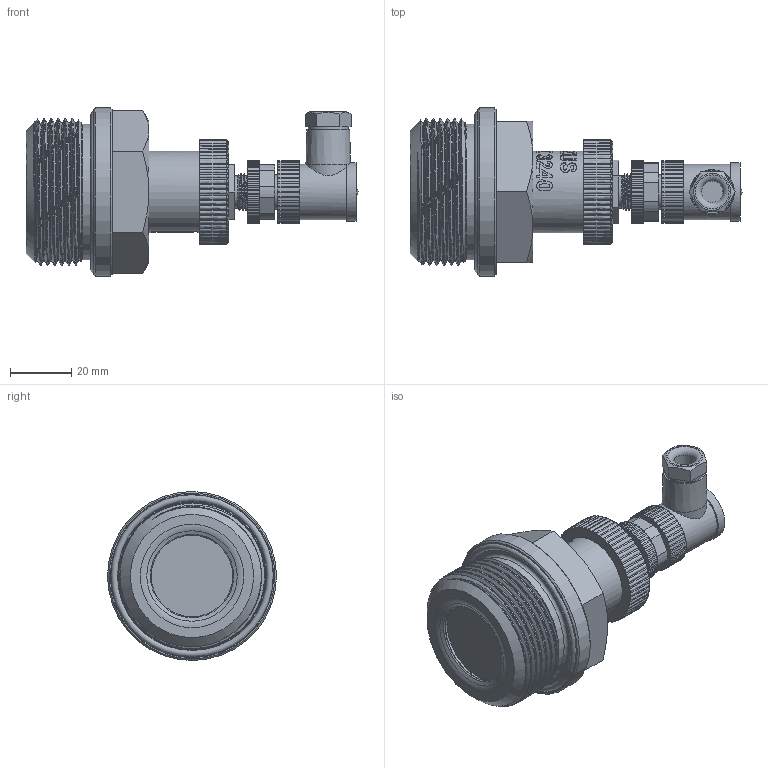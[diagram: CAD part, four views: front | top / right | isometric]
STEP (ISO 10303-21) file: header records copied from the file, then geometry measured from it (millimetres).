
FILE_DESCRIPTION(/* description */ (''),/* implementation_level */ '2;1');
FILE_NAME(/* name */ 'APZ3240_G1-1''2DIN-PVC_M12x1-angular.step',/* time_stamp */ '2021-06-24T16:46:19+03:00',/* author */ (''),/* organization */ (''),/* preprocessor_version */ 'ST-DEVELOPER v18.1',/* originating_system */ 'Autodesk Translation Framework v10.9.0.1377',/* authorisation */ '');
FILE_SCHEMA (('AUTOMOTIVE_DESIGN { 1 0 10303 214 3 1 1 }'));
Products named in the file (7): апз 3240 заполненый; OMAL nut M27x1.5 v8; M12x1 male v16; M12x1 female angular v10; Ш100.000.002 v4; G1-1'2 DIN PVC; Shell
Assembly tree (5 placements, depth 2):
  апз 3240 заполненый
    OMAL nut M27x1.5 v8
    M12x1 male v16
    M12x1 female angular v10
    Ш100.000.002 v4
    Shell
  G1-1'2 DIN PVC
Bounding box: 108.06 x 55 x 55 mm (x, y, z)
Volume: 110697 mm3; surface area: 32928 mm2
Topology: 18 solids, 18 shells, 1017 faces, 2821 edges, 1891 vertices
Faces by surface type: bspline 451, cylinder 341, plane 176, cone 30, torus 18, sphere 1
Full cylindrical faces by diameter (mm): 1 x12, 1.5 x4, 7 x1, 8 x1, 8.2 x1, 9.471 x2, 10.6 x2, 10.741 x6, 11.035 x4, 11.156 x1, 11.884 x5, 12.152 x4, 13 x1, 14 x1, 14.137 x4, 14.526 x3, 15.85 x3, 16.203 x3, 18 x1, 19 x1, 21.4 x2, 22.3 x1, 24.5 x1, 25.132 x3, 25.526 x4, 26.5 x5, 27.208 x5, 33.8 x1, 34.737 x4, 35.884 x3
Entity records: 60670 total; most frequent: CARTESIAN_POINT 37780, ORIENTED_EDGE 5642, DIRECTION 3267, EDGE_CURVE 2821, VERTEX_POINT 1891, B_SPLINE_CURVE_WITH_KNOTS 1242, AXIS2_PLACEMENT_3D 1186, EDGE_LOOP 1086
